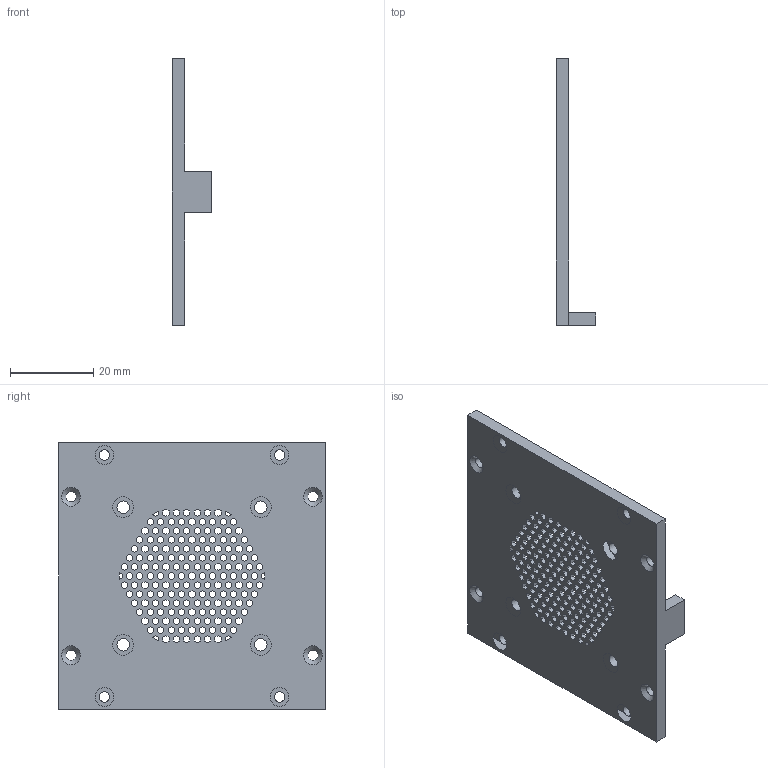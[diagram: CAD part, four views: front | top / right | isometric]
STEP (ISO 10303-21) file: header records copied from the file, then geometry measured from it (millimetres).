
FILE_DESCRIPTION(/* description */ (''),/* implementation_level */ '2;1');
FILE_NAME(/* name */ 'Left.step',/* time_stamp */ '2021-01-28T19:29:30+01:00',/* author */ (''),/* organization */ (''),/* preprocessor_version */ 'ST-DEVELOPER v18.1',/* originating_system */ 'Autodesk Translation Framework v9.7.0.1280',/* authorisation */ '');
FILE_SCHEMA (('AUTOMOTIVE_DESIGN { 1 0 10303 214 3 1 1 }'));
Length unit declared in the file: millimetre
Products named in the file (1): Left
Bounding box: 9.5 x 64 x 64 mm (x, y, z)
Volume: 9505 mm3; surface area: 9723 mm2
Topology: 1 solids, 1 shells, 1038 faces, 3093 edges, 2058 vertices
Faces by surface type: plane 1007, cylinder 19, cone 12
Full cylindrical faces by diameter (mm): 2.5 x8, 3 x4, 39 x1
Entity records: 34895 total; most frequent: CARTESIAN_POINT 6190, ORIENTED_EDGE 6186, DIRECTION 5221, EDGE_CURVE 3093, LINE 3043, VECTOR 3043, VERTEX_POINT 2058, EDGE_LOOP 1401
